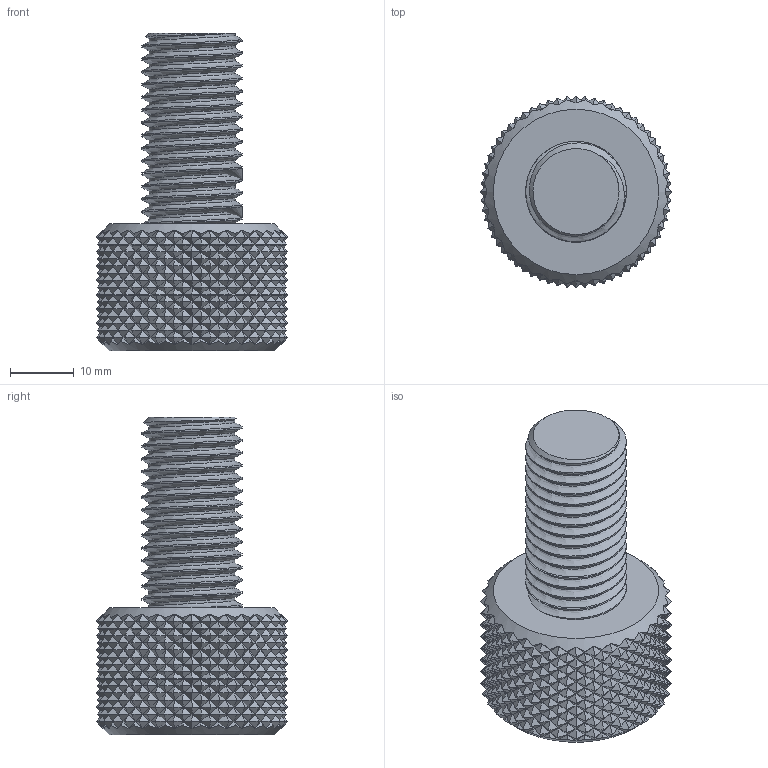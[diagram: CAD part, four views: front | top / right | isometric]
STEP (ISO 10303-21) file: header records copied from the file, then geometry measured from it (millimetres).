
FILE_DESCRIPTION(/* description */ (''),/* implementation_level */ '2;1');
FILE_NAME(/* name */ 'knurling_bolt_01.step',/* time_stamp */ '2018-06-04T22:54:06+09:00',/* author */ (''),/* organization */ (''),/* preprocessor_version */ 'ST-DEVELOPER v17',/* originating_system */ 'Autodesk Translation Framework v7.1.0.215',/* authorisation */ '');
FILE_SCHEMA (('AUTOMOTIVE_DESIGN { 1 0 10303 214 3 1 1 }'));
Products named in the file (1): knurling_bolt_01
Bounding box: 30 x 30 x 50 mm (x, y, z)
Volume: 18211.8 mm3; surface area: 6188.6 mm2
Topology: 1 solids, 1 shells, 2828 faces, 5683 edges, 2858 vertices
Faces by surface type: bspline 2306, cylinder 515, cone 4, plane 3
Full cylindrical faces by diameter (mm): 13.534 x15, 15.822 x16
Entity records: 115719 total; most frequent: CARTESIAN_POINT 77097, ORIENTED_EDGE 11366, EDGE_CURVE 5683, B_SPLINE_CURVE_WITH_KNOTS 5636, VERTEX_POINT 2858, EDGE_LOOP 2829, FACE_OUTER_BOUND 2828, ADVANCED_FACE 2828
